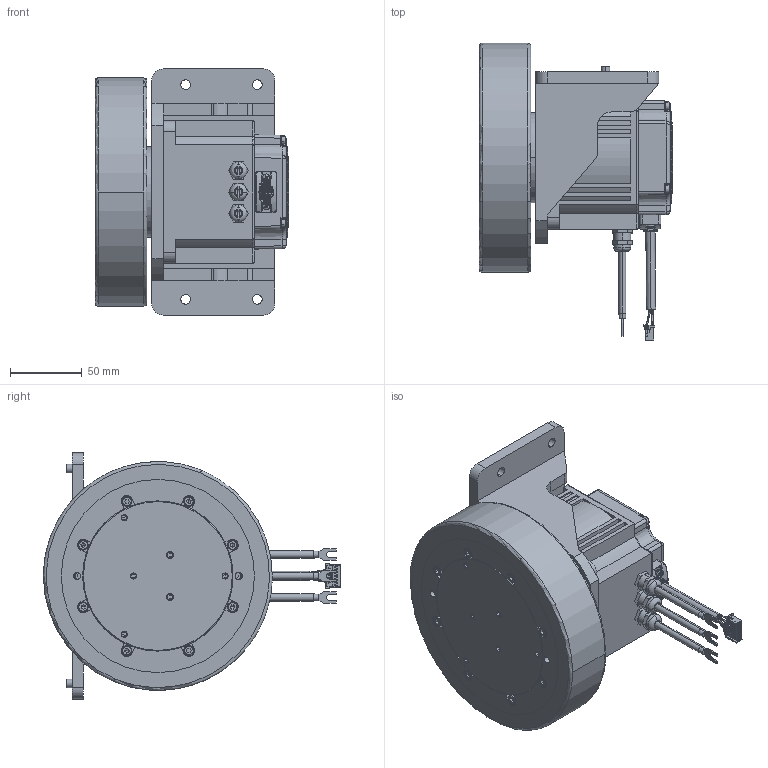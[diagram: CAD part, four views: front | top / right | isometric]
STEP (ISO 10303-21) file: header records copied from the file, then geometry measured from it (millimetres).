
FILE_DESCRIPTION((''),'2;1');
FILE_NAME('SM1001GSL-YCY-NNV-W02_ASM','2023-08-21T19:45:24',('ms28071'),(''),'CREO PARAMETRIC BY PTC INC, 2018100','CREO PARAMETRIC BY PTC INC, 2018100','');
FILE_SCHEMA(('CONFIG_CONTROL_DESIGN'));
Products named in the file (20): 4294404002230_GB_CROSS_SCREWS_T; 4219120000652_A2_1; 3698154000285__1_30002; 5016461600_1; _100; 100SV04202-0750C-002; 4294404003789_A0_1; 4619121305633_1; _10002; 4294404000858_GB_CROSS_SCREWS_T; 100SV04202-0750C-002-GRX; 4219120100596_A1_1; 4219122001295_1; 4219120100722_A1_1; 4294404000871_M3X10; 4713101003XXX-A0-0525_1; 4294404003891_A0_1; 4693220001002_1; SM1001GSL-YCY-NNV-W02_1_ASM; SM1001GSL-YCY-NNV-W02_ASM
Assembly tree (28 placements, depth 3):
  SM1001GSL-YCY-NNV-W02_ASM
    SM1001GSL-YCY-NNV-W02_1_ASM
      4294404002230_GB_CROSS_SCREWS_T  x2
      4219120000652_A2_1
      3698154000285__1_30002
      5016461600_1
      _100  x3
      100SV04202-0750C-002
      4294404003789_A0_1  x4
      4619121305633_1
      _10002
      4294404000858_GB_CROSS_SCREWS_T  x2
      100SV04202-0750C-002-GRX
      4219120100596_A1_1
      4219122001295_1
      4219120100722_A1_1
      4294404000871_M3X10  x2
      4713101003XXX-A0-0525_1
      4294404003891_A0_1  x2
      4693220001002_1
Bounding box: 135.4 x 207.71 x 172 mm (x, y, z)
Volume: 57877.4 mm3; surface area: 275812 mm2
Topology: 24 solids, 157 shells, 3145 faces, 9293 edges, 6331 vertices
Faces by surface type: plane 2095, cylinder 638, cone 189, torus 121, bspline 59, sphere 26, extrusion 17
Entity records: 104811 total; most frequent: CARTESIAN_POINT 26700, DIRECTION 15523, ORIENTED_EDGE 15421, EDGE_CURVE 8717, VECTOR 6201, LINE 6184, VERTEX_POINT 5993, AXIS2_PLACEMENT_3D 4661
